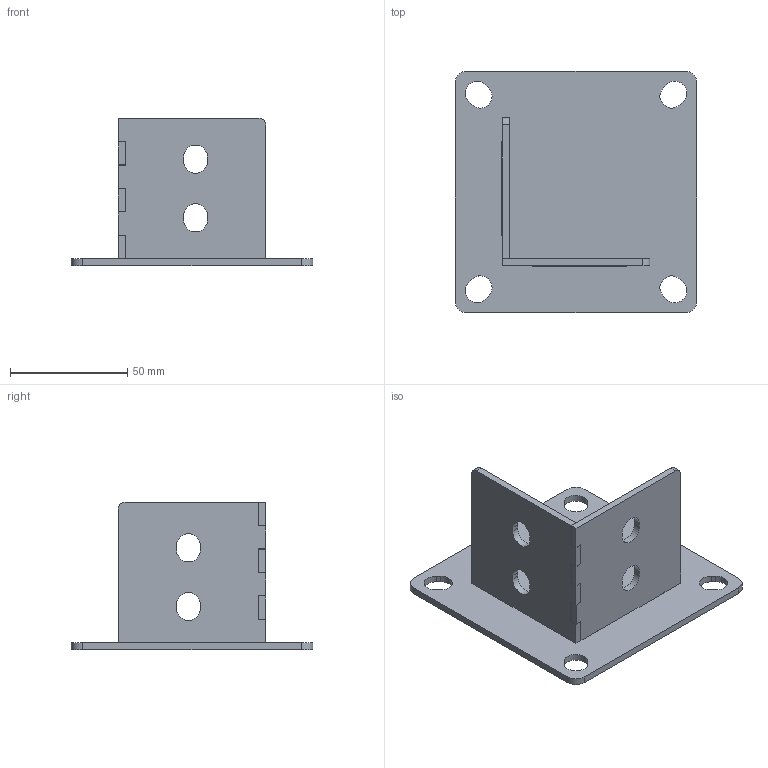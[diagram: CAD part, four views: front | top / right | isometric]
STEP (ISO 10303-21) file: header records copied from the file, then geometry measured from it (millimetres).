
FILE_DESCRIPTION (( 'STEP AP214' ), '1' );
FILE_NAME ('A943 Ïëîùàäêà îïîðíàÿ 60õ60, 4 ïàçà.STEP', '2025-07-31T08:40:25', ( '' ), ( '' ), 'SwSTEP 2.0', 'SolidWorks 2025', '' );
FILE_SCHEMA (( 'AUTOMOTIVE_DESIGN' ));
Length unit declared in the file: millimetre
Products named in the file (4): A943 60х60, 4 паза Боковина с пазом 2_00; A943 60х60 Основание 60х60, 4 паза_00; A943 Площадка опорная 60х60, 4 паза; A943 60х60, 4 паза Боковина с пазом 1_00
Assembly tree (3 placements, depth 2):
  A943 Площадка опорная 60х60, 4 паза
    A943 60х60 Основание 60х60, 4 паза_00
    A943 60х60, 4 паза Боковина с пазом 1_00
    A943 60х60, 4 паза Боковина с пазом 2_00
Bounding box: 103 x 103 x 63 mm (x, y, z)
Volume: 51423.8 mm3; surface area: 38446.5 mm2
Topology: 3 solids, 3 shells, 98 faces, 276 edges, 184 vertices
Faces by surface type: plane 70, cylinder 28
Entity records: 3350 total; most frequent: CARTESIAN_POINT 564, ORIENTED_EDGE 552, DIRECTION 540, EDGE_CURVE 276, LINE 220, VECTOR 220, VERTEX_POINT 184, AXIS2_PLACEMENT_3D 160
